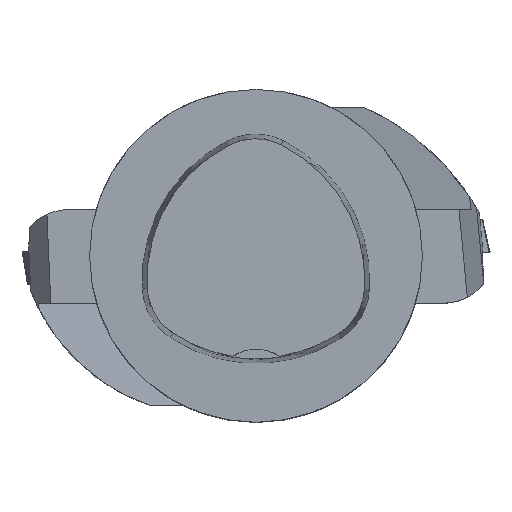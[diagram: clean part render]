
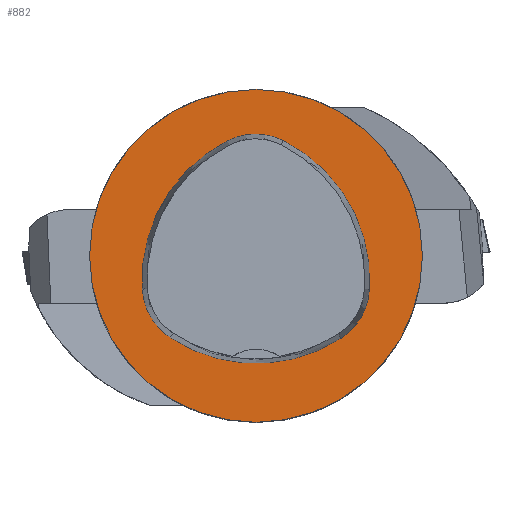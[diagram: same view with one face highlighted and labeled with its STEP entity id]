
A CAD part, top view. The second image highlights one B-rep face of the part: STEP entity #882.
In plain terms, the highlighted planar face has unit normal (0, 0, 1).
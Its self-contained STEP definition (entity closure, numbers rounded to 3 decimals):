
#429=FACE_BOUND('',#1424,.T.);
#430=FACE_BOUND('',#1425,.T.);
#679=CIRCLE('',#4262,16.);
#680=CIRCLE('',#4268,15.);
#682=CIRCLE('',#4271,6.);
#684=CIRCLE('',#4274,15.);
#686=CIRCLE('',#4277,6.);
#690=CIRCLE('',#4282,15.);
#692=CIRCLE('',#4285,6.);
#882=ADVANCED_FACE('',(#429,#430),#1018,.T.);
#1018=PLANE('',#4290);
#1424=EDGE_LOOP('',(#2393,#2394,#2395,#2396,#2397,#2398));
#1425=EDGE_LOOP('',(#2399));
#2393=ORIENTED_EDGE('',*,*,#3263,.T.);
#2394=ORIENTED_EDGE('',*,*,#3243,.T.);
#2395=ORIENTED_EDGE('',*,*,#3247,.T.);
#2396=ORIENTED_EDGE('',*,*,#3250,.T.);
#2397=ORIENTED_EDGE('',*,*,#3253,.T.);
#2398=ORIENTED_EDGE('',*,*,#3261,.T.);
#2399=ORIENTED_EDGE('',*,*,#3234,.F.);
#2751=VERTEX_POINT('',#6942);
#2760=VERTEX_POINT('',#6961);
#2761=VERTEX_POINT('',#6962);
#2764=VERTEX_POINT('',#6970);
#2766=VERTEX_POINT('',#6976);
#2768=VERTEX_POINT('',#6982);
#2775=VERTEX_POINT('',#7003);
#3234=EDGE_CURVE('',#2751,#2751,#679,.T.);
#3243=EDGE_CURVE('',#2760,#2761,#680,.T.);
#3247=EDGE_CURVE('',#2761,#2764,#682,.T.);
#3250=EDGE_CURVE('',#2764,#2766,#684,.T.);
#3253=EDGE_CURVE('',#2766,#2768,#686,.T.);
#3261=EDGE_CURVE('',#2768,#2775,#690,.T.);
#3263=EDGE_CURVE('',#2775,#2760,#692,.T.);
#4262=AXIS2_PLACEMENT_3D('',#6941,#5122,#5123);
#4268=AXIS2_PLACEMENT_3D('',#6960,#5138,#5139);
#4271=AXIS2_PLACEMENT_3D('',#6969,#5146,#5147);
#4274=AXIS2_PLACEMENT_3D('',#6975,#5153,#5154);
#4277=AXIS2_PLACEMENT_3D('',#6981,#5160,#5161);
#4282=AXIS2_PLACEMENT_3D('',#7004,#5172,#5173);
#4285=AXIS2_PLACEMENT_3D('',#7007,#5178,#5179);
#4290=AXIS2_PLACEMENT_3D('',#7012,#5188,#5189);
#5122=DIRECTION('',(0.,0.,-1.));
#5123=DIRECTION('',(-1.,0.,0.));
#5138=DIRECTION('',(0.,0.,-1.));
#5139=DIRECTION('',(-1.,0.,0.));
#5146=DIRECTION('',(0.,0.,-1.));
#5147=DIRECTION('',(-1.,0.,0.));
#5153=DIRECTION('',(0.,0.,-1.));
#5154=DIRECTION('',(-1.,0.,0.));
#5160=DIRECTION('',(0.,0.,-1.));
#5161=DIRECTION('',(-1.,0.,0.));
#5172=DIRECTION('',(0.,0.,-1.));
#5173=DIRECTION('',(-1.,0.,0.));
#5178=DIRECTION('',(0.,0.,-1.));
#5179=DIRECTION('',(-1.,0.,0.));
#5188=DIRECTION('',(0.,0.,1.));
#5189=DIRECTION('',(1.,0.,0.));
#6941=CARTESIAN_POINT('',(0.,0.,0.));
#6942=CARTESIAN_POINT('',(-16.,0.,0.));
#6960=CARTESIAN_POINT('',(4.048,-2.316,0.));
#6961=CARTESIAN_POINT('',(-10.926,-3.206,0.));
#6962=CARTESIAN_POINT('',(-2.774,11.043,0.));
#6969=CARTESIAN_POINT('',(-0.045,5.7,0.));
#6970=CARTESIAN_POINT('',(2.638,11.066,0.));
#6975=CARTESIAN_POINT('',(-4.07,-2.35,0.));
#6976=CARTESIAN_POINT('',(10.903,-3.249,0.));
#6981=CARTESIAN_POINT('',(4.914,-2.889,0.));
#6982=CARTESIAN_POINT('',(8.177,-7.924,0.));
#7003=CARTESIAN_POINT('',(-8.24,-7.859,0.));
#7004=CARTESIAN_POINT('',(0.019,4.663,0.));
#7007=CARTESIAN_POINT('',(-4.936,-2.85,0.));
#7012=CARTESIAN_POINT('',(0.,0.,0.));
